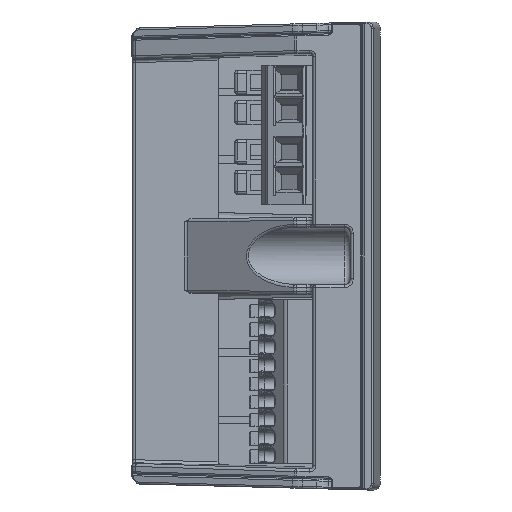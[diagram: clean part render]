
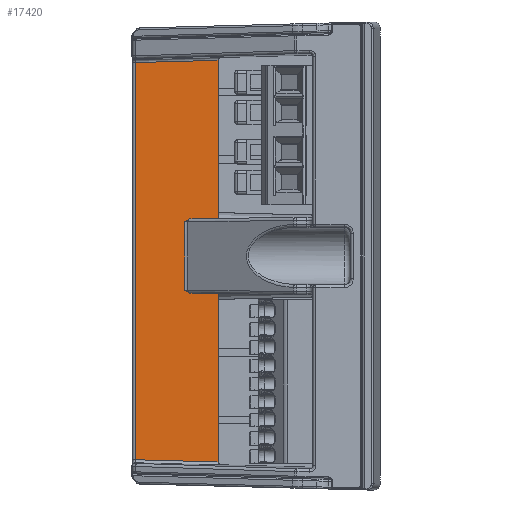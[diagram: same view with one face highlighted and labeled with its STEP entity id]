
A CAD part, left-side view. The second image highlights one B-rep face of the part: STEP entity #17420.
In plain terms, the highlighted face is planar.
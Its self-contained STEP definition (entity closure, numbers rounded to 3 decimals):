
#12870=CARTESIAN_POINT('',(15.543,29.995,-31.177));
#12880=VERTEX_POINT('',#12870);
#12910=CARTESIAN_POINT('',(15.543,25.7,-31.177));
#12920=DIRECTION('',(0.,1.,0.));
#12930=VECTOR('',#12920,1.);
#12940=LINE('',#12910,#12930);
#12950=CARTESIAN_POINT('',(15.543,25.7,-31.177));
#12960=VERTEX_POINT('',#12950);
#12970=EDGE_CURVE('',#12960,#12880,#12940,.T.);
#13420=CARTESIAN_POINT('',(15.543,25.7,-5.011));
#13430=DIRECTION('',(0.,0.,-1.));
#13440=VECTOR('',#13430,1.);
#13450=LINE('',#13420,#13440);
#13460=CARTESIAN_POINT('',(15.543,25.7,
-5.011));
#13470=VERTEX_POINT('',#13460);
#13480=EDGE_CURVE('',#13470,#12960,#13450,.T.);
#13940=CARTESIAN_POINT('',(15.543,39.397,-5.372));
#13950=DIRECTION('',(0.,-1.,
0.026));
#13960=VECTOR('',#13950,1.);
#13970=LINE('',#13940,#13960);
#13980=CARTESIAN_POINT('',(15.543,39.397,-5.372));
#13990=VERTEX_POINT('',#13980);
#14000=EDGE_CURVE('',#13990,#13470,#13970,.T.);
#16370=CARTESIAN_POINT('',(15.543,39.397,-71.035));
#16380=VERTEX_POINT('',#16370);
#16480=CARTESIAN_POINT('',(15.543,39.397,-5.372));
#16490=DIRECTION('',(0.,0.,-1.));
#16500=VECTOR('',#16490,1.);
#16510=LINE('',#16480,#16500);
#16520=EDGE_CURVE('',#13990,#16380,#16510,.T.);
#16570=CARTESIAN_POINT('',(15.543,39.897,-2.053));
#16580=DIRECTION('',(1.,-0.,0.));
#16590=DIRECTION('',(0.,0.,-1.));
#16600=AXIS2_PLACEMENT_3D('',#16570,#16580,#16590);
#16610=PLANE('',#16600);
#16620=CARTESIAN_POINT('',(15.543,25.7,
-71.395));
#16630=DIRECTION('',(0.,1.,
0.026));
#16640=VECTOR('',#16630,1.);
#16650=LINE('',#16620,#16640);
#16660=CARTESIAN_POINT('',(15.543,25.7,
-71.395));
#16670=VERTEX_POINT('',#16660);
#16680=EDGE_CURVE('',#16670,#16380,#16650,.T.);
#16690=ORIENTED_EDGE('',*,*,#16680,.F.);
#16700=ORIENTED_EDGE('',*,*,#16520,.T.);
#16710=ORIENTED_EDGE('',*,*,#14000,.F.);
#16720=ORIENTED_EDGE('',*,*,#13480,.F.);
#16730=ORIENTED_EDGE('',*,*,#12970,.F.);
#16740=CARTESIAN_POINT('',(15.543,29.995,-31.177));
#16750=CARTESIAN_POINT('',(15.543,30.072,-31.177));
#16760=CARTESIAN_POINT('',(15.543,30.219,-31.186));
#16770=CARTESIAN_POINT('',(15.543,30.421,-31.226));
#16780=CARTESIAN_POINT('',(15.543,30.543,-31.27));
#16790=CARTESIAN_POINT('',(15.543,30.601,-31.296));
#16800=B_SPLINE_CURVE_WITH_KNOTS('',3,(#16740,#16750,#16760,#16770,
#16780,#16790),.UNSPECIFIED.,.F.,.F.,(4,1,1,4),(0.,0.333,
0.667,1.),.UNSPECIFIED.);
#16810=CARTESIAN_POINT('',(15.543,30.601,
-31.296));
#16820=VERTEX_POINT('',#16810);
#16830=EDGE_CURVE('',#12880,#16820,#16800,.T.);
#16840=ORIENTED_EDGE('',*,*,#16830,.F.);
#16850=CARTESIAN_POINT('',(15.543,31.232,-31.686));
#16860=CARTESIAN_POINT('',(15.543,31.16,
-31.635));
#16870=CARTESIAN_POINT('',(15.543,31.019,
-31.535));
#16880=CARTESIAN_POINT('',(15.543,30.809,
-31.4));
#16890=CARTESIAN_POINT('',(15.543,30.671,-31.327));
#16900=CARTESIAN_POINT('',(15.543,30.601,-31.296));
#16910=B_SPLINE_CURVE_WITH_KNOTS('',3,(#16850,#16860,#16870,#16880,
#16890,#16900),.UNSPECIFIED.,.F.,.F.,(4,1,1,4),(0.,0.333,
0.667,1.),.UNSPECIFIED.);
#16920=CARTESIAN_POINT('',(15.543,31.232,-31.686));
#16930=VERTEX_POINT('',#16920);
#16940=EDGE_CURVE('',#16930,#16820,#16910,.T.);
#16950=ORIENTED_EDGE('',*,*,#16940,.T.);
#16960=CARTESIAN_POINT('',(15.543,31.232,-43.021));
#16970=DIRECTION('',(0.,0.,1.));
#16980=VECTOR('',#16970,1.);
#16990=LINE('',#16960,#16980);
#17000=CARTESIAN_POINT('',(15.543,31.232,-43.021));
#17010=VERTEX_POINT('',#17000);
#17020=EDGE_CURVE('',#17010,#16930,#16990,.T.);
#17030=ORIENTED_EDGE('',*,*,#17020,.T.);
#17040=CARTESIAN_POINT('',(15.543,31.232,-43.021));
#17050=CARTESIAN_POINT('',(15.543,31.158,
-43.072));
#17060=CARTESIAN_POINT('',(15.543,31.016,
-43.174));
#17070=CARTESIAN_POINT('',(15.543,30.806,
-43.308));
#17080=CARTESIAN_POINT('',(15.543,30.669,-43.38));
#17090=CARTESIAN_POINT('',(15.543,30.601,-43.411));
#17100=B_SPLINE_CURVE_WITH_KNOTS('',3,(#17040,#17050,#17060,#17070,
#17080,#17090),.UNSPECIFIED.,.F.,.F.,(4,1,1,4),(0.,0.333,
0.667,1.),.UNSPECIFIED.);
#17110=CARTESIAN_POINT('',(15.543,30.601,-43.411));
#17120=VERTEX_POINT('',#17110);
#17130=EDGE_CURVE('',#17010,#17120,#17100,.T.);
#17140=ORIENTED_EDGE('',*,*,#17130,.F.);
#17150=CARTESIAN_POINT('',(15.543,30.601,-43.411));
#17160=CARTESIAN_POINT('',(15.543,30.543,-43.437));
#17170=CARTESIAN_POINT('',(15.543,30.421,-43.481));
#17180=CARTESIAN_POINT('',(15.543,30.219,-43.521));
#17190=CARTESIAN_POINT('',(15.543,30.071,-43.529));
#17200=CARTESIAN_POINT('',(15.543,29.995,-43.529));
#17210=B_SPLINE_CURVE_WITH_KNOTS('',3,(#17150,#17160,#17170,#17180,
#17190,#17200),.UNSPECIFIED.,.F.,.F.,(4,1,1,4),(0.,0.333,
0.667,1.),.UNSPECIFIED.);
#17220=CARTESIAN_POINT('',(15.543,29.995,
-43.529));
#17230=VERTEX_POINT('',#17220);
#17240=EDGE_CURVE('',#17120,#17230,#17210,.T.);
#17250=ORIENTED_EDGE('',*,*,#17240,.F.);
#17260=CARTESIAN_POINT('',(15.543,29.995,-43.529));
#17270=DIRECTION('',(0.,-1.,0.));
#17280=VECTOR('',#17270,1.);
#17290=LINE('',#17260,#17280);
#17300=CARTESIAN_POINT('',(15.543,25.7,
-43.529));
#17310=VERTEX_POINT('',#17300);
#17320=EDGE_CURVE('',#17230,#17310,#17290,.T.);
#17330=ORIENTED_EDGE('',*,*,#17320,.F.);
#17340=CARTESIAN_POINT('',(15.543,25.7,-43.529));
#17350=DIRECTION('',(0.,0.,-1.));
#17360=VECTOR('',#17350,1.);
#17370=LINE('',#17340,#17360);
#17380=EDGE_CURVE('',#17310,#16670,#17370,.T.);
#17390=ORIENTED_EDGE('',*,*,#17380,.F.);
#17400=EDGE_LOOP('',(#17390,#17330,#17250,#17140,#17030,#16950,#16840,
#16730,#16720,#16710,#16700,#16690));
#17410=FACE_OUTER_BOUND('',#17400,.T.);
#17420=ADVANCED_FACE('',(#17410),#16610,.F.);
